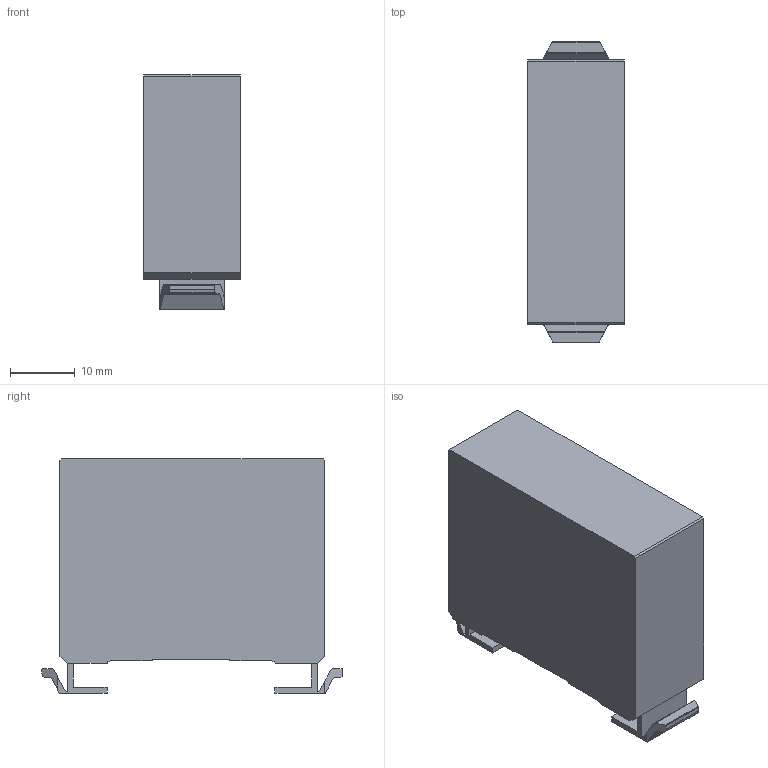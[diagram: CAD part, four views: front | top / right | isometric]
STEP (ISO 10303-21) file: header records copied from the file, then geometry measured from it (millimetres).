
FILE_DESCRIPTION(/* description */ (''),/* implementation_level */ '2;1');
FILE_NAME(/* name */ '3d_BFX5403.stp',/* time_stamp */ '2022-05-20T12:34:20+02:00',/* author */ ('Andrzej'),/* organization */ (''),/* preprocessor_version */ 'ST-DEVELOPER v16.13',/* originating_system */ 'AutoCAD Mechanical',/* authorisation */ '');
FILE_SCHEMA (('AUTOMOTIVE_DESIGN { 1 0 10303 214 3 1 1 }'));
Length unit declared in the file: millimetre
Products named in the file (1): Product
Bounding box: 15 x 46.74 x 36.32 mm (x, y, z)
Volume: 19555.5 mm3; surface area: 5458.6 mm2
Topology: 3 solids, 3 shells, 76 faces, 222 edges, 164 vertices
Faces by surface type: plane 76
Entity records: 2494 total; most frequent: CARTESIAN_POINT 463, ORIENTED_EDGE 420, DIRECTION 376, LINE 222, VECTOR 222, EDGE_CURVE 210, VERTEX_POINT 140, AXIS2_PLACEMENT_3D 77
